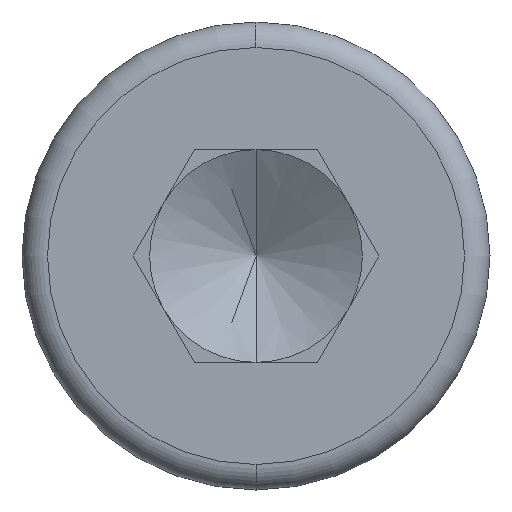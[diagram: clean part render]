
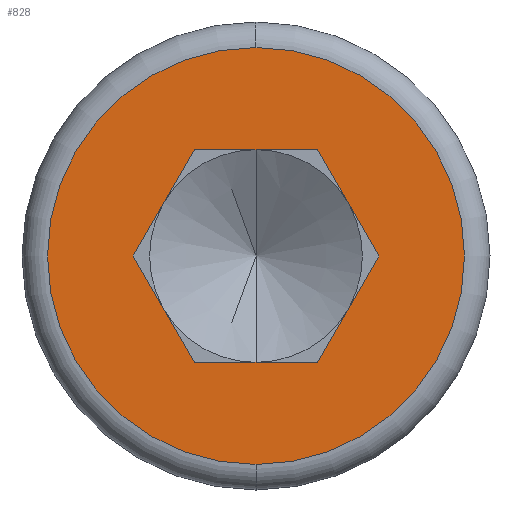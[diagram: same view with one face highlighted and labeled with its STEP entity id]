
A CAD part, left-side view. The second image highlights one B-rep face of the part: STEP entity #828.
In plain terms, the highlighted planar face has unit normal (-1, 0, 0).
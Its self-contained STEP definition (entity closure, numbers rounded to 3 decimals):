
#4 = LINE ( 'NONE', #598, #824 ) ;
#5 = CARTESIAN_POINT ( 'NONE',  ( 0., -0.722, -1.25 ) ) ;
#7 = VECTOR ( 'NONE', #802, 1000. ) ;
#9 = DIRECTION ( 'NONE',  ( 0., -0.5, -0.866 ) ) ;
#17 = CARTESIAN_POINT ( 'NONE',  ( 0., 0.722, -1.25 ) ) ;
#34 = ORIENTED_EDGE ( 'NONE', *, *, #80, .T. ) ;
#59 = CARTESIAN_POINT ( 'NONE',  ( 0., 0., 0. ) ) ;
#67 = VECTOR ( 'NONE', #317, 1000. ) ;
#71 = LINE ( 'NONE', #5, #833 ) ;
#80 = EDGE_CURVE ( 'NONE', #356, #239, #71, .T. ) ;
#93 = VERTEX_POINT ( 'NONE', #795 ) ;
#94 = AXIS2_PLACEMENT_3D ( 'NONE', #227, #684, #491 ) ;
#124 = FACE_BOUND ( 'NONE', #280, .T. ) ;
#137 = EDGE_CURVE ( 'NONE', #93, #356, #789, .T. ) ;
#149 = CARTESIAN_POINT ( 'NONE',  ( 0., -0.722, -1.25 ) ) ;
#158 = ORIENTED_EDGE ( 'NONE', *, *, #586, .T. ) ;
#181 = CIRCLE ( 'NONE', #94, 2.45 ) ;
#196 = CIRCLE ( 'NONE', #786, 2.45 ) ;
#200 = DIRECTION ( 'NONE',  ( 0., 0.5, -0.866 ) ) ;
#201 = PLANE ( 'NONE',  #381 ) ;
#202 = DIRECTION ( 'NONE',  ( -1., 0., 0. ) ) ;
#207 = CARTESIAN_POINT ( 'NONE',  ( 0., -1.443, 0. ) ) ;
#221 = LINE ( 'NONE', #351, #545 ) ;
#227 = CARTESIAN_POINT ( 'NONE',  ( 0., 0., 0. ) ) ;
#239 = VERTEX_POINT ( 'NONE', #628 ) ;
#240 = CARTESIAN_POINT ( 'NONE',  ( 0., 0.722, 1.25 ) ) ;
#280 = EDGE_LOOP ( 'NONE', ( #413, #770, #349, #368, #568, #34 ) ) ;
#296 = EDGE_CURVE ( 'NONE', #803, #830, #181, .T. ) ;
#306 = CARTESIAN_POINT ( 'NONE',  ( 0., 1.443, 0. ) ) ;
#309 = EDGE_CURVE ( 'NONE', #401, #428, #221, .T. ) ;
#313 = DIRECTION ( 'NONE',  ( 0., 0., -1. ) ) ;
#317 = DIRECTION ( 'NONE',  ( 0., -1., 0. ) ) ;
#323 = EDGE_CURVE ( 'NONE', #239, #401, #364, .T. ) ;
#349 = ORIENTED_EDGE ( 'NONE', *, *, #660, .T. ) ;
#351 = CARTESIAN_POINT ( 'NONE',  ( 0., 1.443, 0. ) ) ;
#356 = VERTEX_POINT ( 'NONE', #149 ) ;
#359 = EDGE_LOOP ( 'NONE', ( #479, #158 ) ) ;
#364 = LINE ( 'NONE', #17, #7 ) ;
#368 = ORIENTED_EDGE ( 'NONE', *, *, #571, .T. ) ;
#374 = CARTESIAN_POINT ( 'NONE',  ( 0., 0., -2.45 ) ) ;
#377 = FACE_OUTER_BOUND ( 'NONE', #359, .T. ) ;
#379 = CARTESIAN_POINT ( 'NONE',  ( 0., 0.722, 1.25 ) ) ;
#381 = AXIS2_PLACEMENT_3D ( 'NONE', #59, #524, #313 ) ;
#388 = CARTESIAN_POINT ( 'NONE',  ( 0., 0., 0. ) ) ;
#396 = VECTOR ( 'NONE', #200, 1000. ) ;
#401 = VERTEX_POINT ( 'NONE', #306 ) ;
#413 = ORIENTED_EDGE ( 'NONE', *, *, #323, .T. ) ;
#428 = VERTEX_POINT ( 'NONE', #240 ) ;
#460 = DIRECTION ( 'NONE',  ( 0., 0., -1. ) ) ;
#479 = ORIENTED_EDGE ( 'NONE', *, *, #296, .T. ) ;
#491 = DIRECTION ( 'NONE',  ( 0., 0., -1. ) ) ;
#524 = DIRECTION ( 'NONE',  ( 1., 0., 0. ) ) ;
#545 = VECTOR ( 'NONE', #564, 1000. ) ;
#549 = VERTEX_POINT ( 'NONE', #727 ) ;
#564 = DIRECTION ( 'NONE',  ( 0., -0.5, 0.866 ) ) ;
#568 = ORIENTED_EDGE ( 'NONE', *, *, #137, .T. ) ;
#571 = EDGE_CURVE ( 'NONE', #549, #93, #4, .T. ) ;
#586 = EDGE_CURVE ( 'NONE', #830, #803, #196, .T. ) ;
#598 = CARTESIAN_POINT ( 'NONE',  ( 0., -0.722, 1.25 ) ) ;
#628 = CARTESIAN_POINT ( 'NONE',  ( 0., 0.722, -1.25 ) ) ;
#660 = EDGE_CURVE ( 'NONE', #428, #549, #736, .T. ) ;
#684 = DIRECTION ( 'NONE',  ( -1., 0., 0. ) ) ;
#727 = CARTESIAN_POINT ( 'NONE',  ( 0., -0.722, 1.25 ) ) ;
#736 = LINE ( 'NONE', #379, #67 ) ;
#770 = ORIENTED_EDGE ( 'NONE', *, *, #309, .T. ) ;
#785 = DIRECTION ( 'NONE',  ( 0., 1., 0. ) ) ;
#786 = AXIS2_PLACEMENT_3D ( 'NONE', #388, #202, #460 ) ;
#789 = LINE ( 'NONE', #207, #396 ) ;
#795 = CARTESIAN_POINT ( 'NONE',  ( 0., -1.443, 0. ) ) ;
#802 = DIRECTION ( 'NONE',  ( 0., 0.5, 0.866 ) ) ;
#803 = VERTEX_POINT ( 'NONE', #374 ) ;
#824 = VECTOR ( 'NONE', #9, 1000. ) ;
#828 = ADVANCED_FACE ( 'NONE', ( #377, #124 ), #201, .F. ) ;
#830 = VERTEX_POINT ( 'NONE', #836 ) ;
#833 = VECTOR ( 'NONE', #785, 1000. ) ;
#836 = CARTESIAN_POINT ( 'NONE',  ( 0., 0., 2.45 ) ) ;
